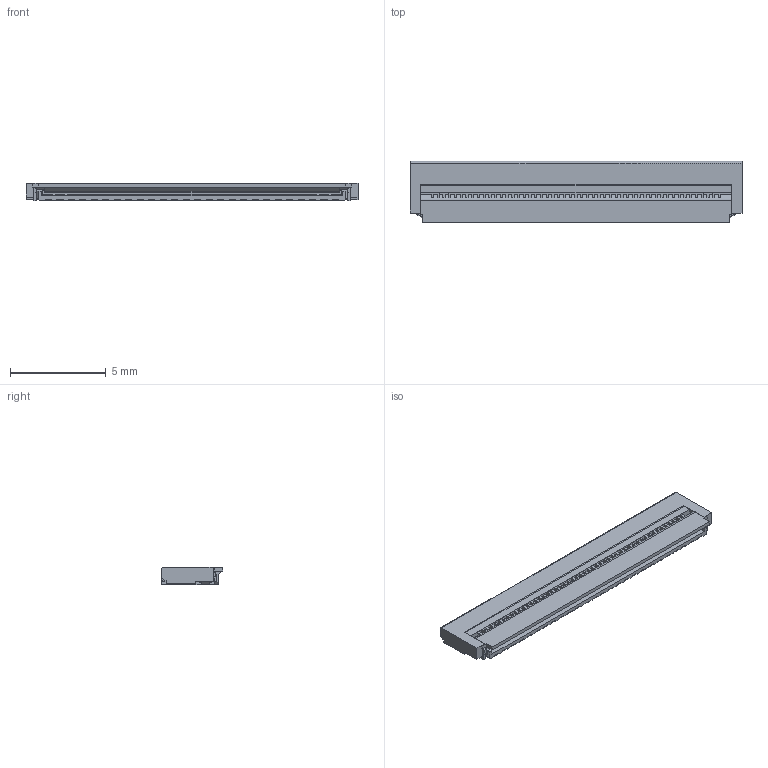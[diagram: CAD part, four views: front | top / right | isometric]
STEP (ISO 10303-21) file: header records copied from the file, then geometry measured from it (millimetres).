
FILE_DESCRIPTION((''),'2;1');
FILE_NAME('PANASONIC_AYF315115.stp','2012-04-26T15:41:09',(''),(''),'Mechanical Desktop 2011','Mechanical Desktop 2011',', , ');
FILE_SCHEMA(('AUTOMOTIVE_DESIGN { 1 2 10303 214 1 1 1 1 }'));
Length unit declared in the file: millimetre
Products named in the file (1): Product
Bounding box: 17.35 x 3.2 x 0.9 mm (x, y, z)
Volume: 35.9 mm3; surface area: 294 mm2
Topology: 110 solids, 110 shells, 1065 faces, 2527 edges, 1684 vertices
Faces by surface type: plane 1011, cylinder 27, bspline 27
Entity records: 30037 total; most frequent: CARTESIAN_POINT 5358, ORIENTED_EDGE 5054, DIRECTION 4659, EDGE_CURVE 2527, VECTOR 2473, LINE 2473, VERTEX_POINT 1682, AXIS2_PLACEMENT_3D 1093
